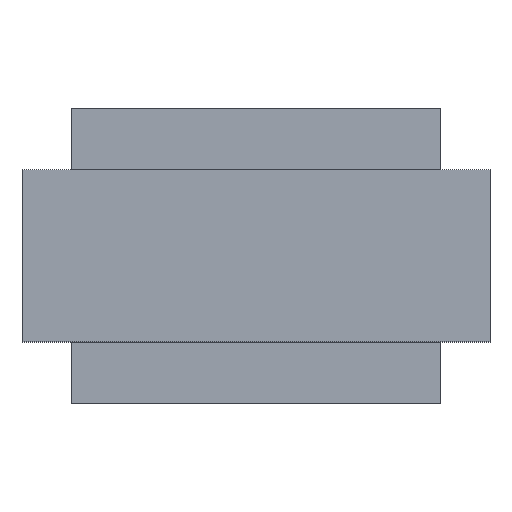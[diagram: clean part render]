
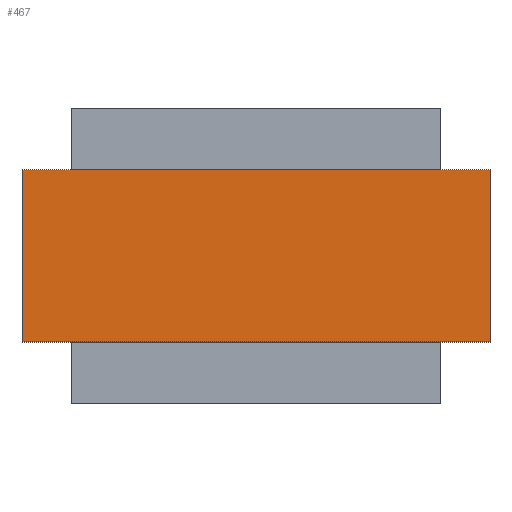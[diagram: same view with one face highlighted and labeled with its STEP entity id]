
A CAD part, top view. The second image highlights one B-rep face of the part: STEP entity #467.
In plain terms, the highlighted planar face has unit normal (0, 0, 1).
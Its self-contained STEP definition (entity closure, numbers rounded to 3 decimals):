
#165 = VERTEX_POINT('',#166);
#166 = CARTESIAN_POINT('',(7.7,10.15,10.4));
#172 = EDGE_CURVE('',#165,#173,#175,.T.);
#173 = VERTEX_POINT('',#174);
#174 = CARTESIAN_POINT('',(-7.5,10.15,10.4));
#175 = LINE('',#176,#177);
#176 = CARTESIAN_POINT('',(7.7,10.15,10.4));
#177 = VECTOR('',#178,1.);
#178 = DIRECTION('',(-1.,0.,0.));
#419 = VERTEX_POINT('',#420);
#420 = CARTESIAN_POINT('',(7.7,4.55,10.4));
#426 = EDGE_CURVE('',#419,#165,#427,.T.);
#427 = LINE('',#428,#429);
#428 = CARTESIAN_POINT('',(7.7,4.55,10.4));
#429 = VECTOR('',#430,1.);
#430 = DIRECTION('',(0.,1.,0.));
#467 = ADVANCED_FACE('',(#468),#486,.T.);
#468 = FACE_BOUND('',#469,.T.);
#469 = EDGE_LOOP('',(#470,#478,#479,#480));
#470 = ORIENTED_EDGE('',*,*,#471,.T.);
#471 = EDGE_CURVE('',#472,#419,#474,.T.);
#472 = VERTEX_POINT('',#473);
#473 = CARTESIAN_POINT('',(-7.5,4.55,10.4));
#474 = LINE('',#475,#476);
#475 = CARTESIAN_POINT('',(-7.5,4.55,10.4));
#476 = VECTOR('',#477,1.);
#477 = DIRECTION('',(1.,0.,0.));
#478 = ORIENTED_EDGE('',*,*,#426,.T.);
#479 = ORIENTED_EDGE('',*,*,#172,.T.);
#480 = ORIENTED_EDGE('',*,*,#481,.T.);
#481 = EDGE_CURVE('',#173,#472,#482,.T.);
#482 = LINE('',#483,#484);
#483 = CARTESIAN_POINT('',(-7.5,10.15,10.4));
#484 = VECTOR('',#485,1.);
#485 = DIRECTION('',(0.,-1.,0.));
#486 = PLANE('',#487);
#487 = AXIS2_PLACEMENT_3D('',#488,#489,#490);
#488 = CARTESIAN_POINT('',(0.1,7.35,10.4));
#489 = DIRECTION('',(0.,0.,1.));
#490 = DIRECTION('',(1.,0.,0.));
